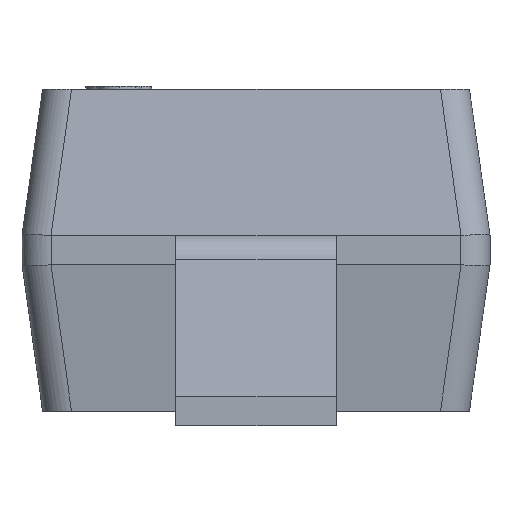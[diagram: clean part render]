
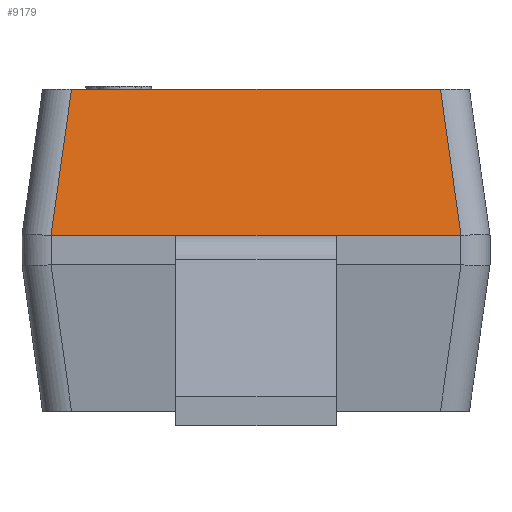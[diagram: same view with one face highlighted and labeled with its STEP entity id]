
A CAD part, left-side view. The second image highlights one B-rep face of the part: STEP entity #9179.
In plain terms, the highlighted planar face has unit normal (-0.99, 0, 0.139).
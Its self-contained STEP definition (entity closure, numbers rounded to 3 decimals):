
#28 = LINE ( 'NONE', #4160, #2889 ) ;
#74 = LINE ( 'NONE', #4211, #3644 ) ;
#401 = VECTOR ( 'NONE', #8245, 1000. ) ;
#642 = VERTEX_POINT ( 'NONE', #11204 ) ;
#1159 = LINE ( 'NONE', #5315, #13207 ) ;
#1189 = EDGE_CURVE ( 'NONE', #642, #3891, #28, .T. ) ;
#1451 = CARTESIAN_POINT ( 'NONE',  ( -1.35, -0.275, -0.5 ) ) ;
#1531 = CARTESIAN_POINT ( 'NONE',  ( -1.35, 0.701, -0.5 ) ) ;
#1651 = VECTOR ( 'NONE', #7867, 1000. ) ;
#2134 = VERTEX_POINT ( 'NONE', #12456 ) ;
#2213 = CARTESIAN_POINT ( 'NONE',  ( -1.35, -0.701, -0.5 ) ) ;
#2358 = VERTEX_POINT ( 'NONE', #2532 ) ;
#2532 = CARTESIAN_POINT ( 'NONE',  ( -1.35, 0.275, -0.5 ) ) ;
#2594 = CARTESIAN_POINT ( 'NONE',  ( -1.35, -0.7, -0.5 ) ) ;
#2889 = VECTOR ( 'NONE', #8278, 1000. ) ;
#3000 = ORIENTED_EDGE ( 'NONE', *, *, #1189, .T. ) ;
#3127 = VERTEX_POINT ( 'NONE', #3708 ) ;
#3161 = EDGE_CURVE ( 'NONE', #2134, #3127, #13045, .T. ) ;
#3229 = CARTESIAN_POINT ( 'NONE',  ( -1.35, -0.7, -0.5 ) ) ;
#3575 = ORIENTED_EDGE ( 'NONE', *, *, #10361, .T. ) ;
#3644 = VECTOR ( 'NONE', #8324, 1000. ) ;
#3708 = CARTESIAN_POINT ( 'NONE',  ( -1.35, 0.701, -0.5 ) ) ;
#3729 = DIRECTION ( 'NONE',  ( 0., 1., 0. ) ) ;
#3770 = CARTESIAN_POINT ( 'NONE',  ( -1.268, 0.619, 0.085 ) ) ;
#3856 = ORIENTED_EDGE ( 'NONE', *, *, #9804, .F. ) ;
#3891 = VERTEX_POINT ( 'NONE', #8686 ) ;
#3999 = ORIENTED_EDGE ( 'NONE', *, *, #6012, .F. ) ;
#4016 = CARTESIAN_POINT ( 'NONE',  ( -1.28, -0.8, 0. ) ) ;
#4091 = AXIS2_PLACEMENT_3D ( 'NONE', #8837, #13002, #3729 ) ;
#4122 = CARTESIAN_POINT ( 'NONE',  ( -1.35, 0.275, -0.5 ) ) ;
#4160 = CARTESIAN_POINT ( 'NONE',  ( -1.268, -0.619, 0.085 ) ) ;
#4211 = CARTESIAN_POINT ( 'NONE',  ( -1.35, 0.8, -0.5 ) ) ;
#4549 = EDGE_CURVE ( 'NONE', #11551, #12256, #74, .T. ) ;
#4821 = VECTOR ( 'NONE', #8127, 1000. ) ;
#5315 = CARTESIAN_POINT ( 'NONE',  ( -1.35, 0.8, -0.5 ) ) ;
#5651 = ORIENTED_EDGE ( 'NONE', *, *, #11959, .T. ) ;
#5691 = CARTESIAN_POINT ( 'NONE',  ( -1.35, 0.7, -0.5 ) ) ;
#6012 = EDGE_CURVE ( 'NONE', #2134, #3891, #13306, .T. ) ;
#6697 = FACE_OUTER_BOUND ( 'NONE', #12658, .T. ) ;
#7359 = CARTESIAN_POINT ( 'NONE',  ( -1.35, -0.7, -0.5 ) ) ;
#7867 = DIRECTION ( 'NONE',  ( -0.138, 0.138, -0.981 ) ) ;
#8127 = DIRECTION ( 'NONE',  ( 0., -1., 0. ) ) ;
#8245 = DIRECTION ( 'NONE',  ( 0., -1., 0. ) ) ;
#8278 = DIRECTION ( 'NONE',  ( 0.138, 0.138, 0.981 ) ) ;
#8324 = DIRECTION ( 'NONE',  ( 0., 1., 0. ) ) ;
#8434 = ORIENTED_EDGE ( 'NONE', *, *, #4549, .F. ) ;
#8686 = CARTESIAN_POINT ( 'NONE',  ( -1.28, -0.631, 0. ) ) ;
#8800 = ORIENTED_EDGE ( 'NONE', *, *, #3161, .T. ) ;
#8837 = CARTESIAN_POINT ( 'NONE',  ( -1.28, 0., 0. ) ) ;
#8888 = ORIENTED_EDGE ( 'NONE', *, *, #11182, .T. ) ;
#9179 = ADVANCED_FACE ( 'NONE', ( #6697 ), #10833, .T. ) ;
#9385 = DIRECTION ( 'NONE',  ( 0., 1., 0. ) ) ;
#9770 = CARTESIAN_POINT ( 'NONE',  ( -1.35, 0.7, -0.5 ) ) ;
#9804 = EDGE_CURVE ( 'NONE', #2358, #12601, #1159, .T. ) ;
#10286 = LINE ( 'NONE', #4122, #401 ) ;
#10361 = EDGE_CURVE ( 'NONE', #3127, #12601, #12834, .T. ) ;
#10808 = CARTESIAN_POINT ( 'NONE',  ( -1.35, 0.701, -0.5 ) ) ;
#10833 = PLANE ( 'NONE',  #4091 ) ;
#11182 = EDGE_CURVE ( 'NONE', #11551, #642, #13312, .T. ) ;
#11204 = CARTESIAN_POINT ( 'NONE',  ( -1.35, -0.701, -0.5 ) ) ;
#11513 = CARTESIAN_POINT ( 'NONE',  ( -1.35, -0.701, -0.5 ) ) ;
#11551 = VERTEX_POINT ( 'NONE', #2594 ) ;
#11609 = CARTESIAN_POINT ( 'NONE',  ( -1.35, 0.7, -0.5 ) ) ;
#11959 = EDGE_CURVE ( 'NONE', #2358, #12256, #10286, .T. ) ;
#12256 = VERTEX_POINT ( 'NONE', #1451 ) ;
#12456 = CARTESIAN_POINT ( 'NONE',  ( -1.28, 0.631, 0. ) ) ;
#12601 = VERTEX_POINT ( 'NONE', #11609 ) ;
#12658 = EDGE_LOOP ( 'NONE', ( #8434, #8888, #3000, #3999, #8800, #3575, #3856, #5651 ) ) ;
#12834 =( BOUNDED_CURVE ( )  B_SPLINE_CURVE ( 3, ( #10808, #1531, #5691, #9770 ),
 .UNSPECIFIED., .F., .T. ) 
 B_SPLINE_CURVE_WITH_KNOTS ( ( 4, 4 ),
 ( 3.132, 3.142 ),
 .UNSPECIFIED. ) 
 CURVE ( )  GEOMETRIC_REPRESENTATION_ITEM ( )  RATIONAL_B_SPLINE_CURVE ( ( 1., 1., 1., 1. ) ) 
 REPRESENTATION_ITEM ( '' )  );
#13002 = DIRECTION ( 'NONE',  ( -0.99, 0., 0.139 ) ) ;
#13045 = LINE ( 'NONE', #3770, #1651 ) ;
#13207 = VECTOR ( 'NONE', #9385, 1000. ) ;
#13306 = LINE ( 'NONE', #4016, #4821 ) ;
#13312 =( BOUNDED_CURVE ( )  B_SPLINE_CURVE ( 3, ( #3229, #7359, #11513, #2213 ),
 .UNSPECIFIED., .F., .T. ) 
 B_SPLINE_CURVE_WITH_KNOTS ( ( 4, 4 ),
 ( 3.142, 3.151 ),
 .UNSPECIFIED. ) 
 CURVE ( )  GEOMETRIC_REPRESENTATION_ITEM ( )  RATIONAL_B_SPLINE_CURVE ( ( 1., 1., 1., 1. ) ) 
 REPRESENTATION_ITEM ( '' )  );
